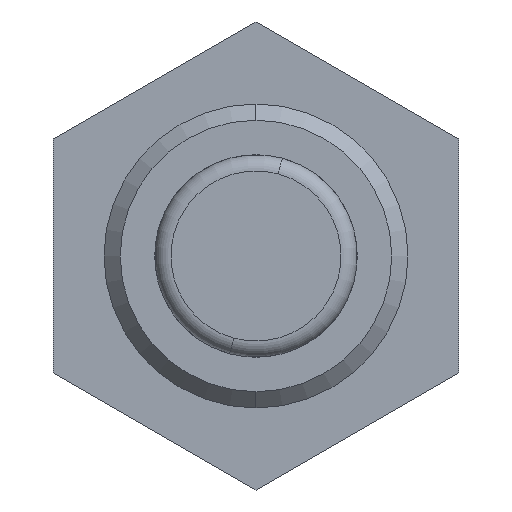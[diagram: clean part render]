
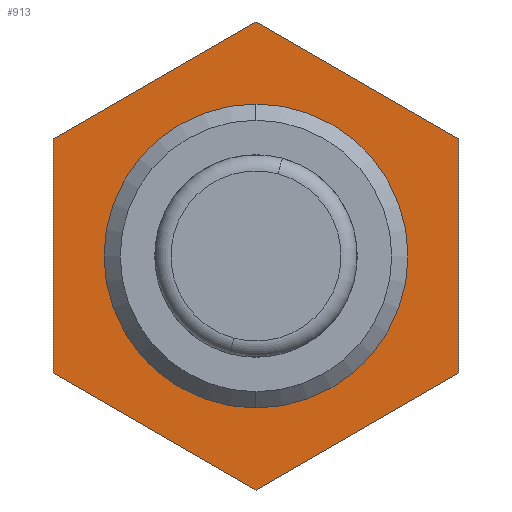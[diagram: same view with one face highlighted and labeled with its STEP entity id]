
A CAD part, left-side view. The second image highlights one B-rep face of the part: STEP entity #913.
In plain terms, the highlighted planar face has unit normal (-1, 0, 0).
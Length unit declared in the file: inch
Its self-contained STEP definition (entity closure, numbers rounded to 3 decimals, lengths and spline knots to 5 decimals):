
#27 = EDGE_CURVE ( 'NONE', #708, #1107, #948, .T. ) ;
#47 = CARTESIAN_POINT ( 'NONE',  ( 0.28, 0., 0. ) ) ;
#78 = DIRECTION ( 'NONE',  ( 0., -0.866, -0.5 ) ) ;
#96 = LINE ( 'NONE', #251, #817 ) ;
#117 = ORIENTED_EDGE ( 'NONE', *, *, #689, .F. ) ;
#119 = VERTEX_POINT ( 'NONE', #1096 ) ;
#125 = LINE ( 'NONE', #899, #1098 ) ;
#127 = EDGE_CURVE ( 'NONE', #1176, #1152, #612, .T. ) ;
#135 = DIRECTION ( 'NONE',  ( 1., 0., 0. ) ) ;
#138 = PLANE ( 'NONE',  #228 ) ;
#181 = EDGE_LOOP ( 'NONE', ( #1087, #117, #341, #840, #312, #1061 ) ) ;
#203 = CARTESIAN_POINT ( 'NONE',  ( 0.28, -0.25, 0.14434 ) ) ;
#228 = AXIS2_PLACEMENT_3D ( 'NONE', #47, #135, #793 ) ;
#251 = CARTESIAN_POINT ( 'NONE',  ( 0.28, 0.25, -0.14434 ) ) ;
#257 = DIRECTION ( 'NONE',  ( 0., -0.866, 0.5 ) ) ;
#267 = CARTESIAN_POINT ( 'NONE',  ( 0.28, 0., -0.28868 ) ) ;
#303 = CARTESIAN_POINT ( 'NONE',  ( 0.28, 0., -0.1875 ) ) ;
#312 = ORIENTED_EDGE ( 'NONE', *, *, #1059, .F. ) ;
#314 = EDGE_CURVE ( 'NONE', #1152, #119, #478, .T. ) ;
#341 = ORIENTED_EDGE ( 'NONE', *, *, #1045, .F. ) ;
#353 = DIRECTION ( 'NONE',  ( 0., 0., -1. ) ) ;
#361 = CARTESIAN_POINT ( 'NONE',  ( 0.28, -0.25, 0.14434 ) ) ;
#373 = VECTOR ( 'NONE', #566, 39.37008 ) ;
#384 = CARTESIAN_POINT ( 'NONE',  ( 0.28, 0., 0. ) ) ;
#402 = VERTEX_POINT ( 'NONE', #203 ) ;
#468 = CARTESIAN_POINT ( 'NONE',  ( 0.28, -0.25, -0.14434 ) ) ;
#478 = LINE ( 'NONE', #1155, #933 ) ;
#479 = DIRECTION ( 'NONE',  ( 0., 0.866, 0.5 ) ) ;
#481 = AXIS2_PLACEMENT_3D ( 'NONE', #573, #1126, #353 ) ;
#497 = EDGE_CURVE ( 'NONE', #1107, #708, #675, .T. ) ;
#498 = CARTESIAN_POINT ( 'NONE',  ( 0.28, 0.25, 0.14434 ) ) ;
#520 = DIRECTION ( 'NONE',  ( 0., 0., -1. ) ) ;
#566 = DIRECTION ( 'NONE',  ( 0., 0.866, -0.5 ) ) ;
#573 = CARTESIAN_POINT ( 'NONE',  ( 0.28, 0., 0. ) ) ;
#609 = FACE_OUTER_BOUND ( 'NONE', #181, .T. ) ;
#612 = LINE ( 'NONE', #468, #373 ) ;
#631 = VECTOR ( 'NONE', #520, 39.37008 ) ;
#675 = CIRCLE ( 'NONE', #481, 0.1875 ) ;
#687 = VECTOR ( 'NONE', #257, 39.37008 ) ;
#689 = EDGE_CURVE ( 'NONE', #402, #1176, #875, .T. ) ;
#706 = AXIS2_PLACEMENT_3D ( 'NONE', #384, #829, #1036 ) ;
#708 = VERTEX_POINT ( 'NONE', #303 ) ;
#709 = CARTESIAN_POINT ( 'NONE',  ( 0.28, 0.25, 0.14434 ) ) ;
#776 = ORIENTED_EDGE ( 'NONE', *, *, #497, .T. ) ;
#793 = DIRECTION ( 'NONE',  ( 0., 0., -1. ) ) ;
#817 = VECTOR ( 'NONE', #903, 39.37008 ) ;
#829 = DIRECTION ( 'NONE',  ( 1., 0., 0. ) ) ;
#839 = VERTEX_POINT ( 'NONE', #498 ) ;
#840 = ORIENTED_EDGE ( 'NONE', *, *, #970, .F. ) ;
#875 = LINE ( 'NONE', #361, #631 ) ;
#896 = CARTESIAN_POINT ( 'NONE',  ( 0.28, 0., 0.1875 ) ) ;
#899 = CARTESIAN_POINT ( 'NONE',  ( 0.28, 0., 0.28868 ) ) ;
#903 = DIRECTION ( 'NONE',  ( 0., 0., 1. ) ) ;
#913 = ADVANCED_FACE ( 'NONE', ( #609, #1082 ), #138, .F. ) ;
#921 = CARTESIAN_POINT ( 'NONE',  ( 0.28, 0., 0.28868 ) ) ;
#932 = LINE ( 'NONE', #709, #687 ) ;
#933 = VECTOR ( 'NONE', #479, 39.37008 ) ;
#948 = CIRCLE ( 'NONE', #706, 0.1875 ) ;
#970 = EDGE_CURVE ( 'NONE', #839, #1153, #932, .T. ) ;
#1005 = CARTESIAN_POINT ( 'NONE',  ( 0.28, -0.25, -0.14434 ) ) ;
#1031 = ORIENTED_EDGE ( 'NONE', *, *, #27, .T. ) ;
#1036 = DIRECTION ( 'NONE',  ( 0., 0., -1. ) ) ;
#1045 = EDGE_CURVE ( 'NONE', #1153, #402, #125, .T. ) ;
#1046 = EDGE_LOOP ( 'NONE', ( #776, #1031 ) ) ;
#1059 = EDGE_CURVE ( 'NONE', #119, #839, #96, .T. ) ;
#1061 = ORIENTED_EDGE ( 'NONE', *, *, #314, .F. ) ;
#1082 = FACE_BOUND ( 'NONE', #1046, .T. ) ;
#1087 = ORIENTED_EDGE ( 'NONE', *, *, #127, .F. ) ;
#1096 = CARTESIAN_POINT ( 'NONE',  ( 0.28, 0.25, -0.14434 ) ) ;
#1098 = VECTOR ( 'NONE', #78, 39.37008 ) ;
#1107 = VERTEX_POINT ( 'NONE', #896 ) ;
#1126 = DIRECTION ( 'NONE',  ( 1., 0., 0. ) ) ;
#1152 = VERTEX_POINT ( 'NONE', #267 ) ;
#1153 = VERTEX_POINT ( 'NONE', #921 ) ;
#1155 = CARTESIAN_POINT ( 'NONE',  ( 0.28, 0., -0.28868 ) ) ;
#1176 = VERTEX_POINT ( 'NONE', #1005 ) ;
